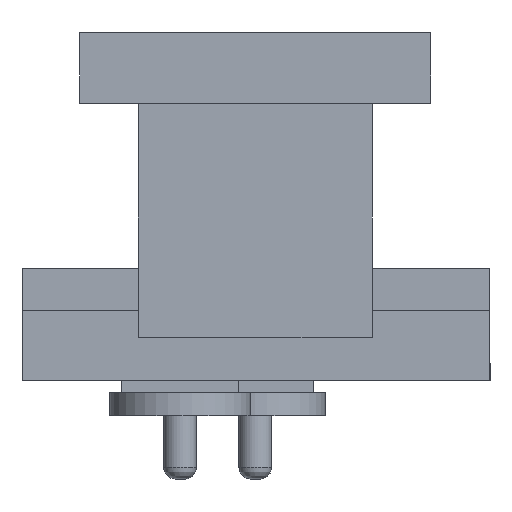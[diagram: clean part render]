
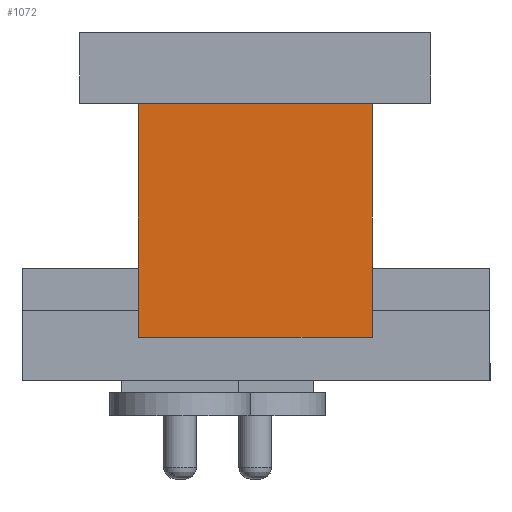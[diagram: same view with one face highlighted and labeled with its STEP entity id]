
A CAD part, left-side view. The second image highlights one B-rep face of the part: STEP entity #1072.
In plain terms, the highlighted planar face has unit normal (-1, 0, 0).
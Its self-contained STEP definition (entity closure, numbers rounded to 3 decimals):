
#130=FACE_OUTER_BOUND('',#194,.T.);
#194=EDGE_LOOP('',(#830,#831,#832,#833));
#263=LINE('',#1619,#388);
#290=LINE('',#1673,#415);
#296=LINE('',#1684,#421);
#297=LINE('',#1686,#422);
#388=VECTOR('',#1307,10.);
#415=VECTOR('',#1352,10.);
#421=VECTOR('',#1362,10.);
#422=VECTOR('',#1365,10.);
#504=VERTEX_POINT('',#1615);
#506=VERTEX_POINT('',#1618);
#524=VERTEX_POINT('',#1672);
#527=VERTEX_POINT('',#1682);
#605=EDGE_CURVE('',#504,#506,#263,.T.);
#632=EDGE_CURVE('',#506,#524,#290,.T.);
#638=EDGE_CURVE('',#504,#527,#296,.T.);
#639=EDGE_CURVE('',#524,#527,#297,.T.);
#830=ORIENTED_EDGE('',*,*,#638,.T.);
#831=ORIENTED_EDGE('',*,*,#639,.F.);
#832=ORIENTED_EDGE('',*,*,#632,.F.);
#833=ORIENTED_EDGE('',*,*,#605,.F.);
#1016=PLANE('',#1188);
#1072=ADVANCED_FACE('',(#130),#1016,.T.);
#1188=AXIS2_PLACEMENT_3D('',#1685,#1363,#1364);
#1307=DIRECTION('',(0.,1.,0.));
#1352=DIRECTION('',(0.,0.,1.));
#1362=DIRECTION('',(0.,0.,1.));
#1363=DIRECTION('center_axis',(-1.,0.,0.));
#1364=DIRECTION('ref_axis',(0.,-1.,0.));
#1365=DIRECTION('',(0.,-1.,0.));
#1615=CARTESIAN_POINT('',(0.,0.,-3.));
#1618=CARTESIAN_POINT('',(0.,10.,-3.));
#1619=CARTESIAN_POINT('',(0.,0.,-3.));
#1672=CARTESIAN_POINT('',(0.,10.,10.));
#1673=CARTESIAN_POINT('',(0.,10.,0.));
#1682=CARTESIAN_POINT('',(0.,0.,10.));
#1684=CARTESIAN_POINT('',(0.,0.,0.));
#1685=CARTESIAN_POINT('Origin',(0.,10.,0.));
#1686=CARTESIAN_POINT('',(0.,10.,10.));
